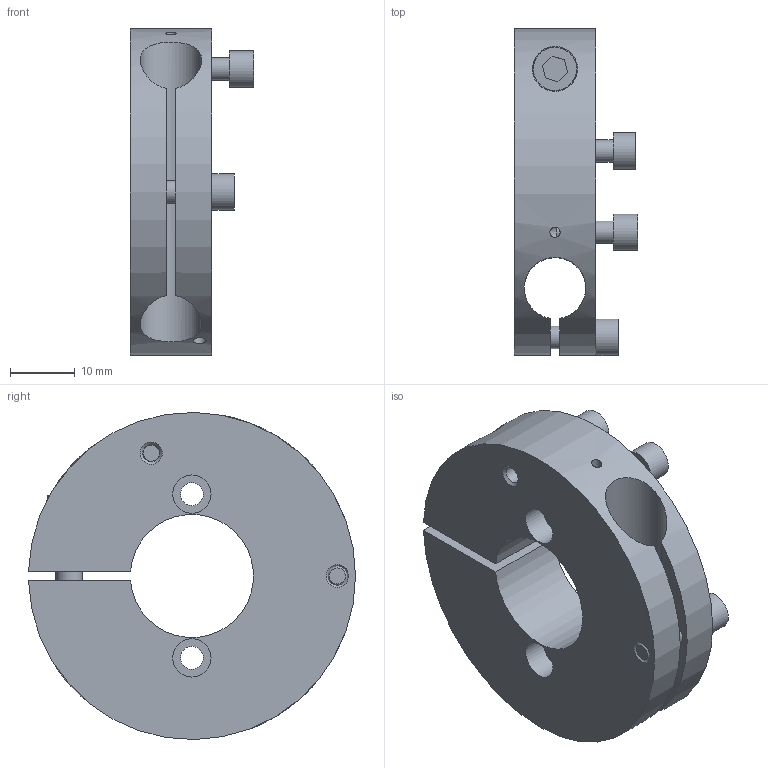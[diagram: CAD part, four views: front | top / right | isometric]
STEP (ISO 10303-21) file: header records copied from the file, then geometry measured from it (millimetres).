
FILE_DESCRIPTION((''),'2;1');
FILE_NAME('312691.stp','2013-11-26T17:22:43',('Franzp'),(''),'Autodesk Inventor 2013','Autodesk Inventor 2013','');
FILE_SCHEMA(('AUTOMOTIVE_DESIGN { 1 0 10303 214 1 1 1 1 }'));
Length unit declared in the file: millimetre
Products named in the file (6): 312691; 310551; 310550; 310517; 310527
Assembly tree (5 placements, depth 2):
  312691
    312691
    310551
    310550
    310517
    310527
Bounding box: 19.22 x 50.73 x 50.72 mm (x, y, z)
Volume: 18256.7 mm3; surface area: 9895.5 mm2
Topology: 5 solids, 5 shells, 88 faces, 184 edges, 121 vertices
Faces by surface type: plane 52, cylinder 26, cone 10
Full cylindrical faces by diameter (mm): 1.587 x1, 1.981 x1, 2.54 x1, 2.642 x3, 3.302 x1, 3.51 x3, 3.556 x3, 4.166 x1, 4.343 x1, 5.65 x3, 5.944 x2, 6.7 x1, 6.985 x1
Entity records: 2566 total; most frequent: CARTESIAN_POINT 599, DIRECTION 393, ORIENTED_EDGE 292, AXIS2_PLACEMENT_3D 155, EDGE_LOOP 151, EDGE_CURVE 146, VERTEX_POINT 115, FACE_OUTER_BOUND 88
